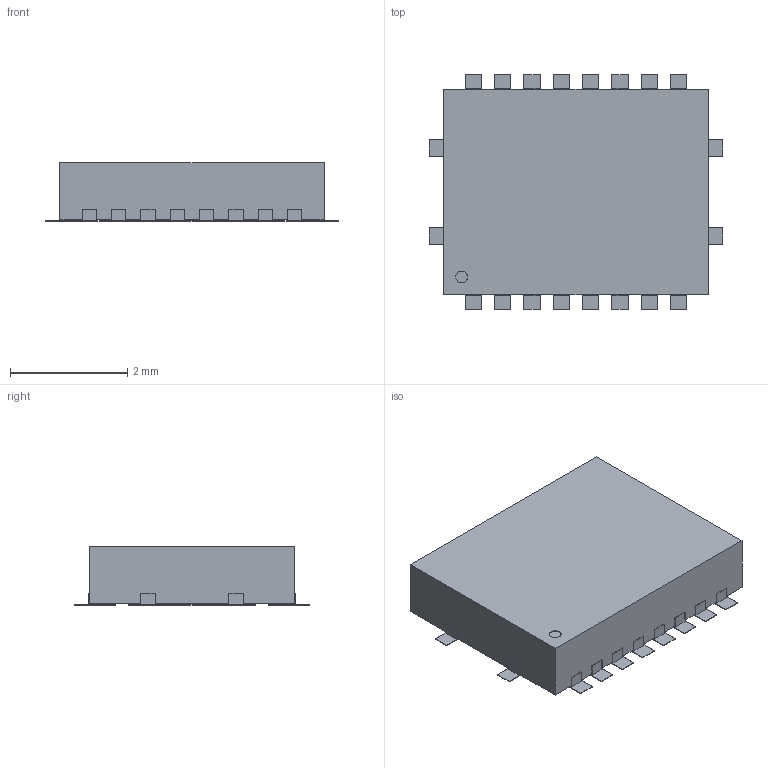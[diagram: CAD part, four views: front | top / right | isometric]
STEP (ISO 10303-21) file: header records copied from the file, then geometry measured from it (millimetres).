
FILE_DESCRIPTION (( 'STEP AP203' ), '1' );
FILE_NAME ('115-1921-000_3.step_Default_sldprt.STEP', '2020-11-13T20:11:40', ( '' ), ( '' ), 'SwSTEP 2.0', 'SolidWorks 2019', '' );
FILE_SCHEMA (( 'CONFIG_CONTROL_DESIGN' ));
Length unit declared in the file: inch
Products named in the file (1): 115-1921-000_3.step_Default_sldprt
Bounding box: 5 x 4 x 1 mm (x, y, z)
Volume: 15.6 mm3; surface area: 53.3 mm2
Topology: 1 solids, 1 shells, 239 faces, 642 edges, 428 vertices
Faces by surface type: plane 237, cylinder 2
Entity records: 7399 total; most frequent: CARTESIAN_POINT 1310, ORIENTED_EDGE 1284, DIRECTION 1126, EDGE_CURVE 642, VECTOR 638, LINE 638, VERTEX_POINT 428, EDGE_LOOP 262
